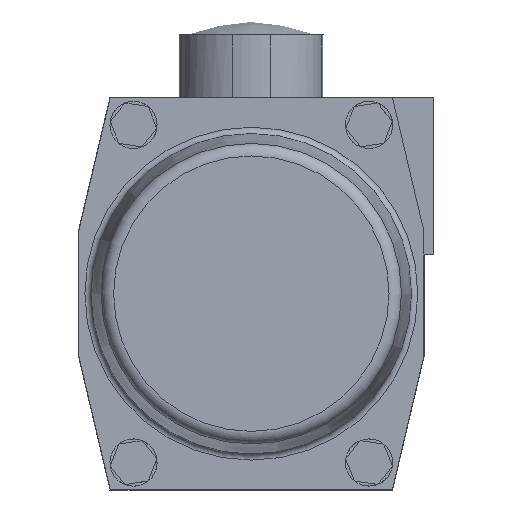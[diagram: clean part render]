
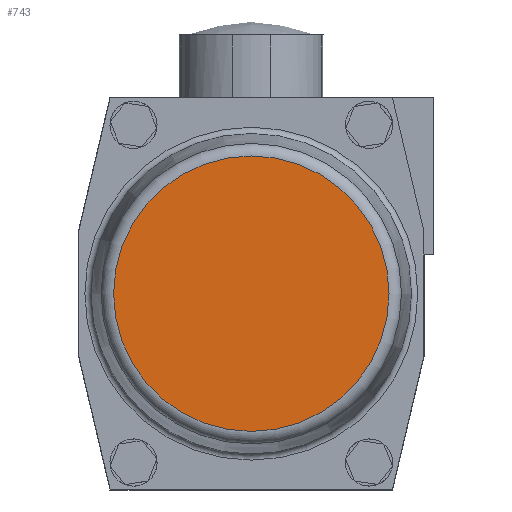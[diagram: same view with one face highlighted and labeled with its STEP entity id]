
A CAD part, front view. The second image highlights one B-rep face of the part: STEP entity #743.
In plain terms, the highlighted planar face has unit normal (0, -1, 0).
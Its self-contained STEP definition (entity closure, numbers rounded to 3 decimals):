
#743 = ADVANCED_FACE( '', ( #1617 ), #1618, .T. );
#1617 = FACE_OUTER_BOUND( '', #2563, .T. );
#1618 = PLANE( '', #2564 );
#2563 = EDGE_LOOP( '', ( #4533 ) );
#2564 = AXIS2_PLACEMENT_3D( '', #4534, #4535, #4536 );
#4533 = ORIENTED_EDGE( '', *, *, #5836, .F. );
#4534 = CARTESIAN_POINT( '', ( 0., -138., 0. ) );
#4535 = DIRECTION( '', ( 0., -1., 0. ) );
#4536 = DIRECTION( '', ( 1., 0., 0. ) );
#5836 = EDGE_CURVE( '', #7062, #7062, #7063, .T. );
#7062 = VERTEX_POINT( '', #8665 );
#7063 = CIRCLE( '', #8666, 43.851 );
#8665 = CARTESIAN_POINT( '', ( -43.851, -138., 0. ) );
#8666 = AXIS2_PLACEMENT_3D( '', #9657, #9658, #9659 );
#9657 = CARTESIAN_POINT( '', ( 0., -138., 0. ) );
#9658 = DIRECTION( '', ( 0., 1., 0. ) );
#9659 = DIRECTION( '', ( -1., 0., 0. ) );
